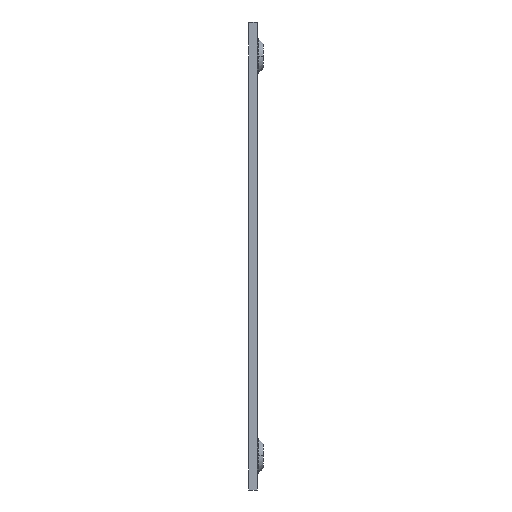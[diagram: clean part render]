
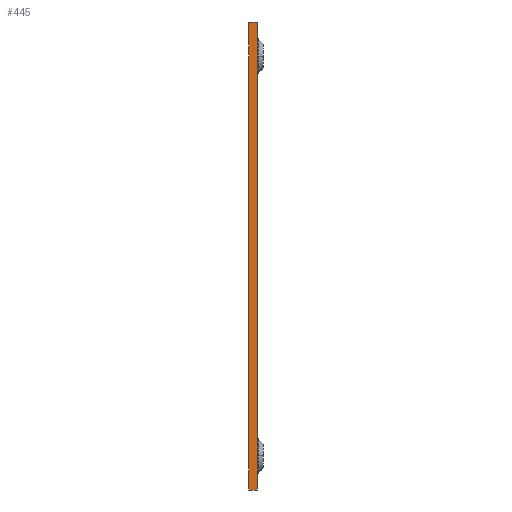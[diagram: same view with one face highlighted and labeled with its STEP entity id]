
A CAD part, left-side view. The second image highlights one B-rep face of the part: STEP entity #445.
In plain terms, the highlighted planar face has unit normal (-1, 0, 0).
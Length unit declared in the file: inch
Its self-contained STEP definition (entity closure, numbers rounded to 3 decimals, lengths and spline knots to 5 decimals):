
#330 = VERTEX_POINT ( 'NONE', #1373 ) ;
#331 = EDGE_CURVE ( 'NONE', #330, #339, #1372, .T. ) ;
#339 = VERTEX_POINT ( 'NONE', #1358 ) ;
#445 = ADVANCED_FACE ( 'NONE', ( #1551 ), #1592, .T. ) ;
#446 = EDGE_LOOP ( 'NONE', ( #447, #449, #450, #452 ) ) ;
#447 = ORIENTED_EDGE ( 'NONE', *, *, #448, .F. ) ;
#448 = EDGE_CURVE ( 'NONE', #339, #494, #1587, .T. ) ;
#449 = ORIENTED_EDGE ( 'NONE', *, *, #331, .F. ) ;
#450 = ORIENTED_EDGE ( 'NONE', *, *, #451, .T. ) ;
#451 = EDGE_CURVE ( 'NONE', #330, #497, #1582, .T. ) ;
#452 = ORIENTED_EDGE ( 'NONE', *, *, #496, .T. ) ;
#494 = VERTEX_POINT ( 'NONE', #1652 ) ;
#496 = EDGE_CURVE ( 'NONE', #497, #494, #1651, .T. ) ;
#497 = VERTEX_POINT ( 'NONE', #1647 ) ;
#1358 = CARTESIAN_POINT ( 'NONE',  ( -1.34, 0.06, 1.615 ) ) ;
#1369 = DIRECTION ( 'NONE',  ( 0., 0., 1. ) ) ;
#1370 = VECTOR ( 'NONE', #1369, 39.37008 ) ;
#1371 = CARTESIAN_POINT ( 'NONE',  ( -1.34, 0.06, -1.615 ) ) ;
#1372 = LINE ( 'NONE', #1371, #1370 ) ;
#1373 = CARTESIAN_POINT ( 'NONE',  ( -1.34, 0.06, -1.615 ) ) ;
#1551 = FACE_OUTER_BOUND ( 'NONE', #446, .T. ) ;
#1579 = DIRECTION ( 'NONE',  ( 0., -1., 0. ) ) ;
#1580 = VECTOR ( 'NONE', #1579, 39.37008 ) ;
#1581 = CARTESIAN_POINT ( 'NONE',  ( -1.34, 0.06, -1.615 ) ) ;
#1582 = LINE ( 'NONE', #1581, #1580 ) ;
#1584 = DIRECTION ( 'NONE',  ( 0., -1., 0. ) ) ;
#1585 = VECTOR ( 'NONE', #1584, 39.37008 ) ;
#1586 = CARTESIAN_POINT ( 'NONE',  ( -1.34, 0.06, 1.615 ) ) ;
#1587 = LINE ( 'NONE', #1586, #1585 ) ;
#1588 = DIRECTION ( 'NONE',  ( 0., 0., 1. ) ) ;
#1589 = DIRECTION ( 'NONE',  ( -1., 0., 0. ) ) ;
#1590 = CARTESIAN_POINT ( 'NONE',  ( -1.34, 0.06, -1.615 ) ) ;
#1591 = AXIS2_PLACEMENT_3D ( 'NONE', #1590, #1589, #1588 ) ;
#1592 = PLANE ( 'NONE',  #1591 ) ;
#1647 = CARTESIAN_POINT ( 'NONE',  ( -1.34, 0., -1.615 ) ) ;
#1648 = DIRECTION ( 'NONE',  ( 0., 0., 1. ) ) ;
#1649 = VECTOR ( 'NONE', #1648, 39.37008 ) ;
#1650 = CARTESIAN_POINT ( 'NONE',  ( -1.34, 0., -1.615 ) ) ;
#1651 = LINE ( 'NONE', #1650, #1649 ) ;
#1652 = CARTESIAN_POINT ( 'NONE',  ( -1.34, 0., 1.615 ) ) ;
